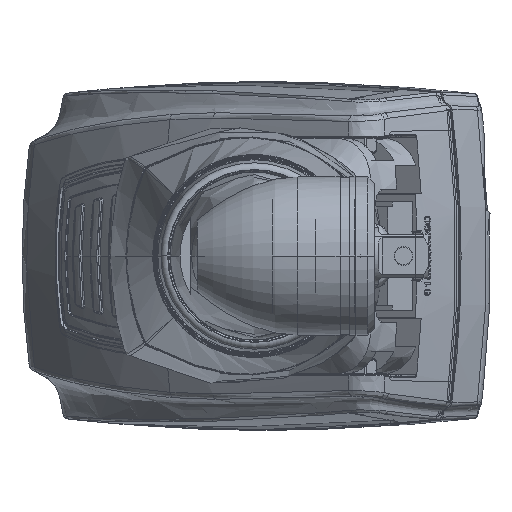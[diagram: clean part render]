
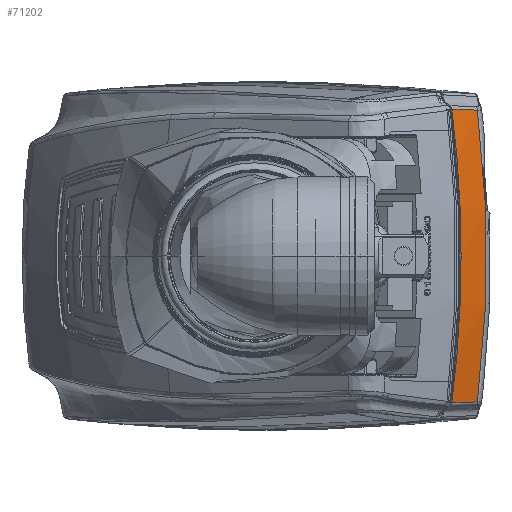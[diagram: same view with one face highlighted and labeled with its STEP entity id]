
A CAD part, left-side view. The second image highlights one B-rep face of the part: STEP entity #71202.
In plain terms, the highlighted conical face has half-angle 2.5 degrees and reference radius 199.797 mm.
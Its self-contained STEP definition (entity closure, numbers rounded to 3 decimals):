
#10183=CARTESIAN_POINT('',(-199.5,-13.,0.));
#10184=DIRECTION('',(0.,-1.,0.));
#10185=DIRECTION('',(0.987,0.,-0.162));
#10186=AXIS2_PLACEMENT_3D('',#10183,#10184,#10185);
#10188=CARTESIAN_POINT('',(-199.5,-13.,0.));
#10189=DIRECTION('',(0.,-1.,0.));
#10190=DIRECTION('',(1.,0.,0.));
#10191=AXIS2_PLACEMENT_3D('',#10188,#10189,#10190);
#11442=CARTESIAN_POINT('',(-199.5,-22.296,0.));
#11443=DIRECTION('',(0.,1.,0.));
#11444=DIRECTION('',(0.987,0.,0.161));
#11445=AXIS2_PLACEMENT_3D('',#11442,#11443,#11444);
#11487=CARTESIAN_POINT('',(-2.157,-13.,
-32.493));
#11590=CARTESIAN_POINT('',(-2.524,-22.296,
32.223));
#11591=CARTESIAN_POINT('',(-2.483,-21.263,
32.253));
#11592=CARTESIAN_POINT('',(-2.402,-19.197,
32.313));
#11593=CARTESIAN_POINT('',(-2.279,-16.099,
32.403));
#11594=CARTESIAN_POINT('',(-2.198,-14.033,
32.463));
#11595=CARTESIAN_POINT('',(-2.157,-13.,
32.493));
#11597=CARTESIAN_POINT('',(-2.157,-13.,
-32.493));
#11598=CARTESIAN_POINT('',(-2.198,-14.033,
-32.463));
#11599=CARTESIAN_POINT('',(-2.279,-16.099,
-32.403));
#11600=CARTESIAN_POINT('',(-2.402,-19.197,
-32.313));
#11601=CARTESIAN_POINT('',(-2.483,-21.263,
-32.253));
#11602=CARTESIAN_POINT('',(-2.524,-22.296,
-32.223));
#11616=CARTESIAN_POINT('',(-2.524,-22.296,
32.223));
#46392=VERTEX_POINT('',#11487);
#46393=CARTESIAN_POINT('',(0.5,-13.,0.));
#46394=VERTEX_POINT('',#46393);
#46395=CARTESIAN_POINT('',(-2.157,-13.,32.493));
#46396=VERTEX_POINT('',#46395);
#46593=VERTEX_POINT('',#11616);
#46594=CARTESIAN_POINT('',(-2.524,-22.296,
-32.223));
#46595=VERTEX_POINT('',#46594);
#71189=CARTESIAN_POINT('',(-199.5,-17.648,0.));
#71190=DIRECTION('',(0.,1.,0.));
#71191=DIRECTION('',(0.,0.,1.));
#71192=AXIS2_PLACEMENT_3D('',#71189,#71190,#71191);
#71193=CONICAL_SURFACE('',#71192,199.797,2.5);
#71194=ORIENTED_EDGE('',*,*,#70821,.F.);
#71196=ORIENTED_EDGE('',*,*,#71195,.T.);
#71197=ORIENTED_EDGE('',*,*,#68863,.F.);
#71198=ORIENTED_EDGE('',*,*,#68861,.F.);
#71199=ORIENTED_EDGE('',*,*,#70984,.T.);
#71200=EDGE_LOOP('',(#71194,#71196,#71197,#71198,#71199));
#71201=FACE_OUTER_BOUND('',#71200,.F.);
#71202=ADVANCED_FACE('',(#71201),#71193,.T.);
#10187=CIRCLE('',#10186,200.);
#10192=CIRCLE('',#10191,200.);
#11446=CIRCLE('',#11445,199.594);
#11596=B_SPLINE_CURVE_WITH_KNOTS('',3,(#11590,#11591,#11592,#11593,#11594,
#11595),.UNSPECIFIED.,.F.,.F.,(4,1,1,4),(0.,0.333,
0.667,1.),.UNSPECIFIED.);
#11603=B_SPLINE_CURVE_WITH_KNOTS('',3,(#11597,#11598,#11599,#11600,#11601,
#11602),.UNSPECIFIED.,.F.,.F.,(4,1,1,4),(0.,0.333,
0.667,1.),.UNSPECIFIED.);
#68861=EDGE_CURVE('',#46392,#46394,#10187,.T.);
#68863=EDGE_CURVE('',#46394,#46396,#10192,.T.);
#70821=EDGE_CURVE('',#46593,#46595,#11446,.T.);
#70984=EDGE_CURVE('',#46392,#46595,#11603,.T.);
#71195=EDGE_CURVE('',#46593,#46396,#11596,.T.);
